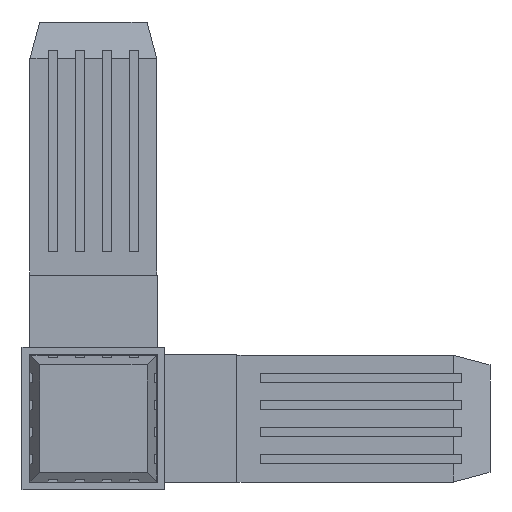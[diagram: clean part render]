
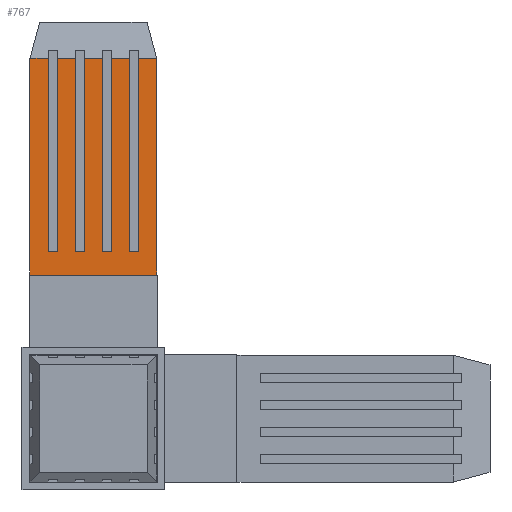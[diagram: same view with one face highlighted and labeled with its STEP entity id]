
A CAD part, front view. The second image highlights one B-rep face of the part: STEP entity #767.
In plain terms, the highlighted planar face has unit normal (0, -1, 0).
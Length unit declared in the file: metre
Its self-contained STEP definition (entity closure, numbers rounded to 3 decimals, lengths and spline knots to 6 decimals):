
#767=ADVANCED_FACE('',(#1637),#1638,.T.);
#1637=FACE_OUTER_BOUND('',#2612,.T.);
#1638=PLANE('',#2613);
#2612=EDGE_LOOP('',(#4998,#4999,#5000,#5001,#5002,#5003,#5004,#5005,#5006,#5007,#5008,#5009,#5010,#5011,#5012,#5013,#5014,#5015,#5016,#5017));
#2613=AXIS2_PLACEMENT_3D('',#5018,#5019,#5020);
#4998=ORIENTED_EDGE('',*,*,#6344,.T.);
#4999=ORIENTED_EDGE('',*,*,#6691,.T.);
#5000=ORIENTED_EDGE('',*,*,#7053,.T.);
#5001=ORIENTED_EDGE('',*,*,#6917,.T.);
#5002=ORIENTED_EDGE('',*,*,#7054,.T.);
#5003=ORIENTED_EDGE('',*,*,#6687,.T.);
#5004=ORIENTED_EDGE('',*,*,#6835,.T.);
#5005=ORIENTED_EDGE('',*,*,#7055,.T.);
#5006=ORIENTED_EDGE('',*,*,#6950,.T.);
#5007=ORIENTED_EDGE('',*,*,#6683,.T.);
#5008=ORIENTED_EDGE('',*,*,#7056,.T.);
#5009=ORIENTED_EDGE('',*,*,#6600,.T.);
#5010=ORIENTED_EDGE('',*,*,#6735,.T.);
#5011=ORIENTED_EDGE('',*,*,#6680,.T.);
#5012=ORIENTED_EDGE('',*,*,#7001,.T.);
#5013=ORIENTED_EDGE('',*,*,#6890,.F.);
#5014=ORIENTED_EDGE('',*,*,#6048,.T.);
#5015=ORIENTED_EDGE('',*,*,#6677,.T.);
#5016=ORIENTED_EDGE('',*,*,#6755,.T.);
#5017=ORIENTED_EDGE('',*,*,#7057,.T.);
#5018=CARTESIAN_POINT('',(1.039673,0.001397,0.059995));
#5019=DIRECTION('',(0.0,-1.0,0.0));
#5020=DIRECTION('',(1.0,0.0,0.));
#6048=EDGE_CURVE('',#7287,#7285,#7288,.T.);
#6344=EDGE_CURVE('',#7810,#7808,#7811,.T.);
#6600=EDGE_CURVE('',#8214,#8216,#8218,.T.);
#6677=EDGE_CURVE('',#7285,#8328,#8330,.T.);
#6680=EDGE_CURVE('',#8335,#8333,#8336,.T.);
#6683=EDGE_CURVE('',#8340,#8338,#8341,.T.);
#6687=EDGE_CURVE('',#8348,#8346,#8349,.T.);
#6691=EDGE_CURVE('',#7808,#8354,#8356,.T.);
#6735=EDGE_CURVE('',#8216,#8335,#8414,.T.);
#6755=EDGE_CURVE('',#8328,#8438,#8440,.T.);
#6835=EDGE_CURVE('',#8346,#8556,#8558,.T.);
#6890=EDGE_CURVE('',#7287,#8634,#8638,.T.);
#6917=EDGE_CURVE('',#8674,#8679,#8681,.T.);
#6950=EDGE_CURVE('',#8729,#8340,#8730,.T.);
#7001=EDGE_CURVE('',#8333,#8634,#8798,.T.);
#7053=EDGE_CURVE('',#8354,#8674,#8859,.T.);
#7054=EDGE_CURVE('',#8679,#8348,#8860,.T.);
#7055=EDGE_CURVE('',#8556,#8729,#8861,.T.);
#7056=EDGE_CURVE('',#8338,#8214,#8862,.T.);
#7057=EDGE_CURVE('',#8438,#7810,#8863,.T.);
#7285=VERTEX_POINT('',#9122);
#7287=VERTEX_POINT('',#9125);
#7288=LINE('',#9126,#9127);
#7808=VERTEX_POINT('',#9889);
#7810=VERTEX_POINT('',#9892);
#7811=LINE('',#9893,#9894);
#8214=VERTEX_POINT('',#10501);
#8216=VERTEX_POINT('',#10504);
#8218=LINE('',#10507,#10508);
#8328=VERTEX_POINT('',#10677);
#8330=LINE('',#10680,#10681);
#8333=VERTEX_POINT('',#10685);
#8335=VERTEX_POINT('',#10688);
#8336=LINE('',#10689,#10690);
#8338=VERTEX_POINT('',#10693);
#8340=VERTEX_POINT('',#10696);
#8341=LINE('',#10697,#10698);
#8346=VERTEX_POINT('',#10705);
#8348=VERTEX_POINT('',#10708);
#8349=LINE('',#10709,#10710);
#8354=VERTEX_POINT('',#10717);
#8356=LINE('',#10720,#10721);
#8414=LINE('',#10809,#10810);
#8438=VERTEX_POINT('',#10845);
#8440=LINE('',#10848,#10849);
#8556=VERTEX_POINT('',#11027);
#8558=LINE('',#11030,#11031);
#8634=VERTEX_POINT('',#11147);
#8638=LINE('',#11153,#11154);
#8674=VERTEX_POINT('',#11209);
#8679=VERTEX_POINT('',#11216);
#8681=LINE('',#11219,#11220);
#8729=VERTEX_POINT('',#11292);
#8730=LINE('',#11293,#11294);
#8798=LINE('',#11403,#11404);
#8859=LINE('',#11496,#11497);
#8860=LINE('',#11498,#11499);
#8861=LINE('',#11500,#11501);
#8862=LINE('',#11502,#11503);
#8863=LINE('',#11504,#11505);
#9122=CARTESIAN_POINT('',(1.039673,0.001397,0.07587));
#9125=CARTESIAN_POINT('',(1.039673,0.001397,0.03777));
#9126=CARTESIAN_POINT('',(1.039673,0.001397,0.059995));
#9127=VECTOR('',#11831,1.0);
#9889=CARTESIAN_POINT('',(1.0349,0.001397,0.07587));
#9892=CARTESIAN_POINT('',(1.0349,0.001397,0.041891));
#9893=CARTESIAN_POINT('',(1.0349,0.001397,0.062529));
#9894=VECTOR('',#12075,1.0);
#10501=CARTESIAN_POINT('',(1.022169,0.001397,0.041891));
#10504=CARTESIAN_POINT('',(1.020582,0.001397,0.041891));
#10507=CARTESIAN_POINT('',(1.022169,0.001397,0.041891));
#10508=VECTOR('',#12282,1.0);
#10677=CARTESIAN_POINT('',(1.036487,0.001397,0.07587));
#10680=CARTESIAN_POINT('',(1.039673,0.001397,0.07587));
#10681=VECTOR('',#12343,1.0);
#10685=CARTESIAN_POINT('',(1.017397,0.001397,0.07587));
#10688=CARTESIAN_POINT('',(1.020582,0.001397,0.07587));
#10689=CARTESIAN_POINT('',(1.039673,0.001397,0.07587));
#10690=VECTOR('',#12346,1.0);
#10693=CARTESIAN_POINT('',(1.022169,0.001397,0.07587));
#10696=CARTESIAN_POINT('',(1.025354,0.001397,0.07587));
#10697=CARTESIAN_POINT('',(1.039673,0.001397,0.07587));
#10698=VECTOR('',#12349,1.0);
#10705=CARTESIAN_POINT('',(1.026942,0.001397,0.07587));
#10708=CARTESIAN_POINT('',(1.030127,0.001397,0.07587));
#10709=CARTESIAN_POINT('',(1.039673,0.001397,0.07587));
#10710=VECTOR('',#12353,1.0);
#10717=CARTESIAN_POINT('',(1.031714,0.001397,0.07587));
#10720=CARTESIAN_POINT('',(1.039673,0.001397,0.07587));
#10721=VECTOR('',#12357,1.0);
#10809=CARTESIAN_POINT('',(1.020582,0.001397,0.062529));
#10810=VECTOR('',#12388,1.0);
#10845=CARTESIAN_POINT('',(1.036487,0.001397,0.041891));
#10848=CARTESIAN_POINT('',(1.036487,0.001397,0.062529));
#10849=VECTOR('',#12401,1.0);
#11027=CARTESIAN_POINT('',(1.026942,0.001397,0.041891));
#11030=CARTESIAN_POINT('',(1.026942,0.001397,0.062529));
#11031=VECTOR('',#12465,1.0);
#11147=CARTESIAN_POINT('',(1.017397,0.001397,0.03777));
#11153=CARTESIAN_POINT('',(1.039673,0.001397,0.03777));
#11154=VECTOR('',#12508,1.0);
#11209=CARTESIAN_POINT('',(1.031714,0.001397,0.041891));
#11216=CARTESIAN_POINT('',(1.030127,0.001397,0.041891));
#11219=CARTESIAN_POINT('',(1.031714,0.001397,0.041891));
#11220=VECTOR('',#12531,1.0);
#11292=CARTESIAN_POINT('',(1.025354,0.001397,0.041891));
#11293=CARTESIAN_POINT('',(1.025354,0.001397,0.062529));
#11294=VECTOR('',#12556,1.0);
#11403=CARTESIAN_POINT('',(1.017397,0.001397,0.059995));
#11404=VECTOR('',#12598,1.0);
#11496=CARTESIAN_POINT('',(1.031714,0.001397,0.062529));
#11497=VECTOR('',#12630,1.0);
#11498=CARTESIAN_POINT('',(1.030127,0.001397,0.062529));
#11499=VECTOR('',#12631,1.0);
#11500=CARTESIAN_POINT('',(1.026942,0.001397,0.041891));
#11501=VECTOR('',#12632,1.0);
#11502=CARTESIAN_POINT('',(1.022169,0.001397,0.062529));
#11503=VECTOR('',#12633,1.0);
#11504=CARTESIAN_POINT('',(1.036487,0.001397,0.041891));
#11505=VECTOR('',#12634,1.0);
#11831=DIRECTION('',(0.,0.0,1.0));
#12075=DIRECTION('',(0.,0.0,1.0));
#12282=DIRECTION('',(-1.0,0.,0.));
#12343=DIRECTION('',(-1.0,0.0,0.));
#12346=DIRECTION('',(-1.0,0.0,0.));
#12349=DIRECTION('',(-1.0,0.0,0.));
#12353=DIRECTION('',(-1.0,0.0,0.));
#12357=DIRECTION('',(-1.0,0.0,0.));
#12388=DIRECTION('',(0.,0.0,1.0));
#12401=DIRECTION('',(0.,0.0,-1.0));
#12465=DIRECTION('',(0.,0.0,-1.0));
#12508=DIRECTION('',(-1.0,0.0,0.));
#12531=DIRECTION('',(-1.0,0.,0.));
#12556=DIRECTION('',(0.,0.0,1.0));
#12598=DIRECTION('',(0.,0.0,-1.0));
#12630=DIRECTION('',(0.,0.0,-1.0));
#12631=DIRECTION('',(0.,0.0,1.0));
#12632=DIRECTION('',(-1.0,0.,0.));
#12633=DIRECTION('',(0.,0.0,-1.0));
#12634=DIRECTION('',(-1.0,0.,0.));
